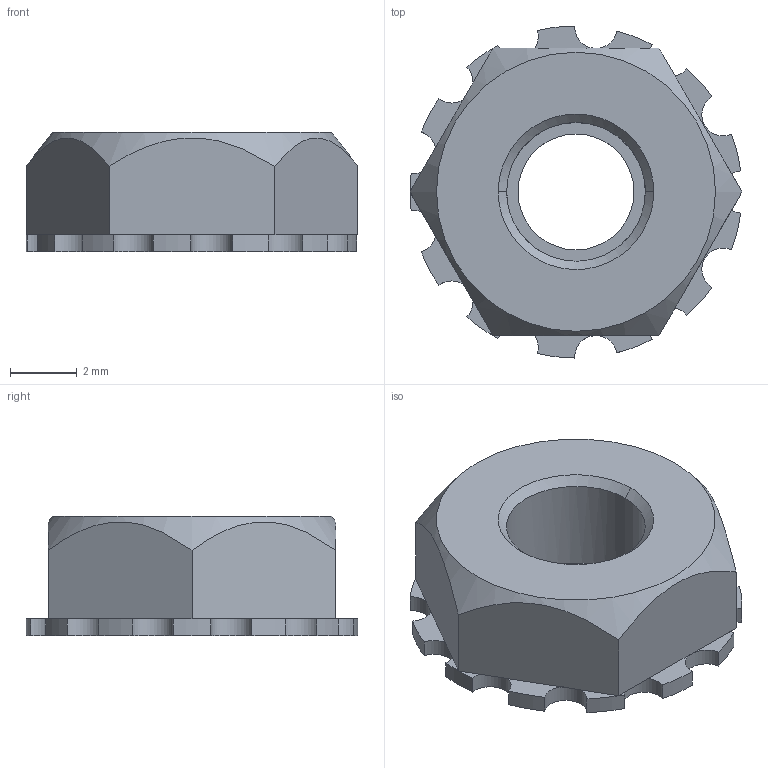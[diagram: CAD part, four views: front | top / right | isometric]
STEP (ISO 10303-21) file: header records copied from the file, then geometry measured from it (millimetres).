
FILE_DESCRIPTION(/* description */ (''),/* implementation_level */ '2;1');
FILE_NAME(/* name */ 'Nut 8-32 Keps.ipt.step',/* time_stamp */ '2020-04-16T23:17:54-04:00',/* author */ ('Jordan'),/* organization */ (''),/* preprocessor_version */ 'ST-DEVELOPER v17',/* originating_system */ 'Autodesk Inventor 2019',/* authorisation */ '');
FILE_SCHEMA (('AUTOMOTIVE_DESIGN { 1 0 10303 214 3 1 1 }'));
Length unit declared in the file: inch
Products named in the file (1): Nut 8-32 Keps
Bounding box: 9.97 x 9.97 x 3.58 mm (x, y, z)
Volume: 182 mm3; surface area: 372.3 mm2
Topology: 2 solids, 2 shells, 43 faces, 130 edges, 92 vertices
Faces by surface type: cylinder 29, plane 11, bspline 2, cone 1
Full cylindrical faces by diameter (mm): 3.48 x1, 4.166 x1, 5.842 x1
Entity records: 1721 total; most frequent: CARTESIAN_POINT 477, ORIENTED_EDGE 260, DIRECTION 257, EDGE_CURVE 130, AXIS2_PLACEMENT_3D 106, VERTEX_POINT 92, CIRCLE 64, EDGE_LOOP 48
